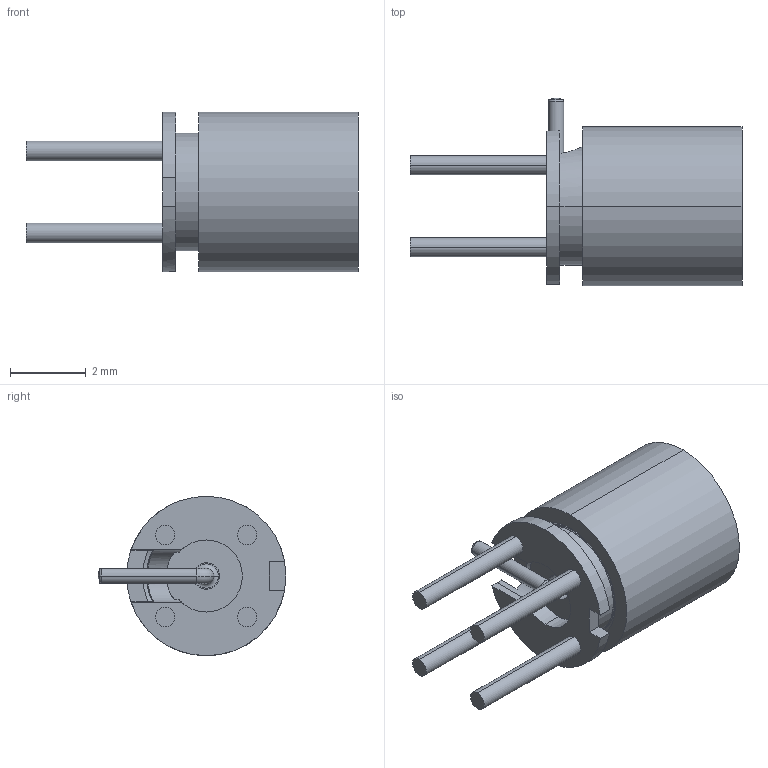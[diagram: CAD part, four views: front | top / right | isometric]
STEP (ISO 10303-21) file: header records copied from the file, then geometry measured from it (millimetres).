
FILE_DESCRIPTION (( 'STEP AP214' ), '1' );
FILE_NAME ('ÊÀÏÄ.434523.015 Âèëêà äëÿ ïîâåðõíîñòíîãî ìîíòàæà â îòâåðñòèÿ ïëàòû ïðÿìàÿ (-05).STEP', '2023-05-10T03:27:54', ( '' ), ( '' ), 'SwSTEP 2.0', 'SolidWorks 2018', '' );
FILE_SCHEMA (( 'AUTOMOTIVE_DESIGN' ));
Length unit declared in the file: millimetre
Products named in the file (2): ÊÀÏÄ.434523.015 Âèëêà äëÿ ïîâåðõíîñòíîãî ìîíòàæà â îòâåðñòèÿ ïëàòû ïðÿìàÿ (-05); Äåòàëü4^ÊÀÏÄ.434523.015 Âèëêà äëÿ ïîâåðõíîñòíîãî ìîíòàæà â îòâåðñòèÿ ïëàòû ïðÿìàÿ
Assembly tree (1 placements, depth 2):
  ÊÀÏÄ.434523.015 Âèëêà äëÿ ïîâåðõíîñòíîãî ìîíòàæà â îòâåðñòèÿ ïëàòû ïðÿìàÿ (-05)
    Äåòàëü4^ÊÀÏÄ.434523.015 Âèëêà äëÿ ïîâåðõíîñòíîãî ìîíòàæà â îòâåðñòèÿ ïëàòû ïðÿìàÿ
Bounding box: 8.75 x 4.95 x 4.2 mm (x, y, z)
Volume: 44.2 mm3; surface area: 175.8 mm2
Topology: 1 solids, 3 shells, 85 faces, 191 edges, 118 vertices
Faces by surface type: cylinder 42, plane 21, cone 12, torus 8, sphere 2
Entity records: 2439 total; most frequent: DIRECTION 465, CARTESIAN_POINT 420, ORIENTED_EDGE 370, AXIS2_PLACEMENT_3D 197, EDGE_CURVE 185, VERTEX_POINT 116, CIRCLE 108, EDGE_LOOP 99
